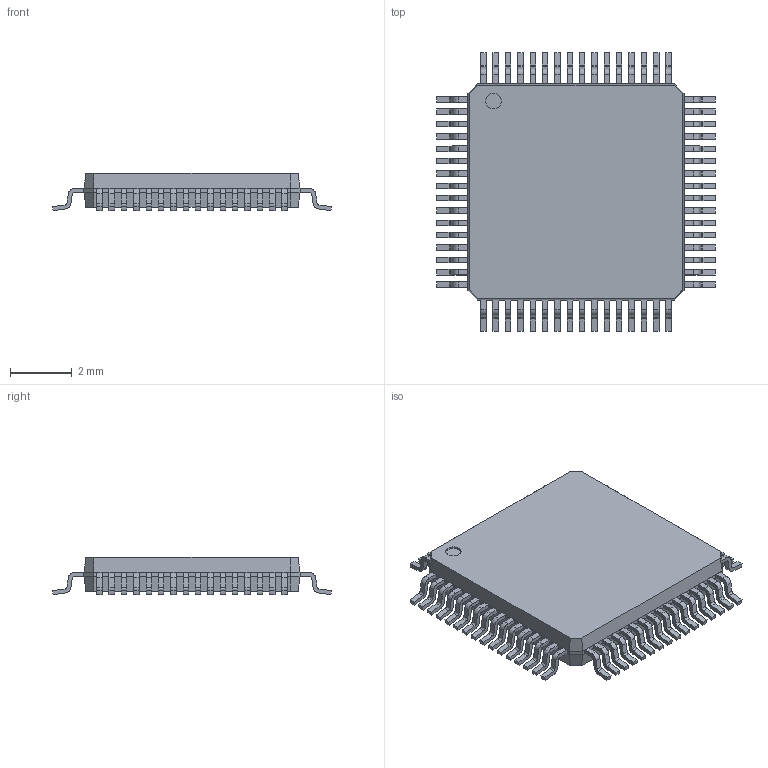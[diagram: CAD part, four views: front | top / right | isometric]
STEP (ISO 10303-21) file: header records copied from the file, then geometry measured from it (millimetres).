
FILE_DESCRIPTION(/* description */ (''),/* implementation_level */ '2;1');
FILE_NAME(/* name */ 'QFP40P900X900X120-64N.stp',/* time_stamp */ '2016-04-01T09:00:37+02:00',/* author */ ('riccim'),/* organization */ (''),/* preprocessor_version */ 'ST-DEVELOPER v15.5',/* originating_system */ 'AutoCAD Mechanical',/* authorisation */ '');
FILE_SCHEMA (('AUTOMOTIVE_DESIGN { 1 0 10303 214 3 1 1 }'));
Length unit declared in the file: millimetre
Products named in the file (1): Product
Bounding box: 9.03 x 9.03 x 1.2 mm (x, y, z)
Volume: 55 mm3; surface area: 182.7 mm2
Topology: 65 solids, 65 shells, 924 faces, 2363 edges, 1570 vertices
Faces by surface type: plane 667, cylinder 257
Full cylindrical faces by diameter (mm): 0.5 x1
Entity records: 27823 total; most frequent: CARTESIAN_POINT 4857, DIRECTION 4726, ORIENTED_EDGE 4724, EDGE_CURVE 2362, LINE 1848, VECTOR 1848, VERTEX_POINT 1570, AXIS2_PLACEMENT_3D 1439
